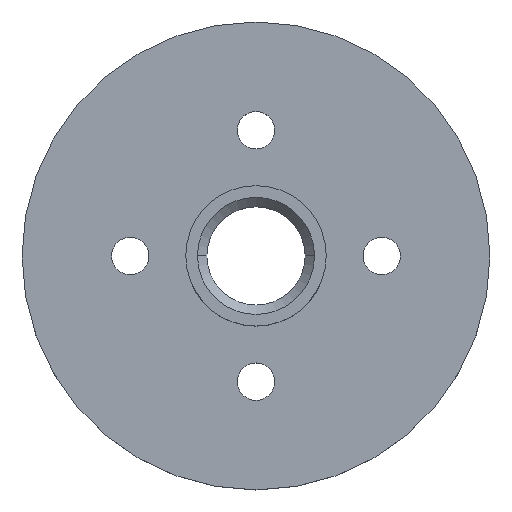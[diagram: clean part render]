
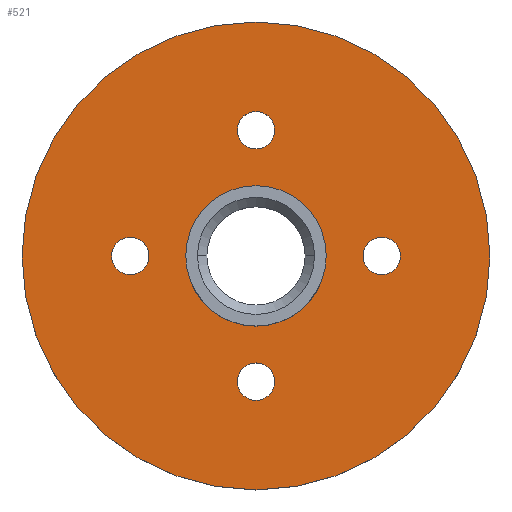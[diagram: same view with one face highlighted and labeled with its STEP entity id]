
A CAD part, top view. The second image highlights one B-rep face of the part: STEP entity #521.
In plain terms, the highlighted planar face has unit normal (0, 0, 1).
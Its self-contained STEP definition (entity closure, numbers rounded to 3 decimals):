
#1 = CIRCLE ( 'NONE', #618, 4. ) ;
#13 = CIRCLE ( 'NONE', #668, 15. ) ;
#15 = CIRCLE ( 'NONE', #689, 4. ) ;
#17 = CIRCLE ( 'NONE', #671, 4. ) ;
#18 = CIRCLE ( 'NONE', #672, 4. ) ;
#19 = CIRCLE ( 'NONE', #688, 50. ) ;
#20 = CIRCLE ( 'NONE', #675, 4. ) ;
#21 = CIRCLE ( 'NONE', #674, 50. ) ;
#22 = CIRCLE ( 'NONE', #685, 15. ) ;
#25 = CIRCLE ( 'NONE', #673, 4. ) ;
#41 = CARTESIAN_POINT ( 'NONE',  ( 0., 0., 10. ) ) ;
#42 = DIRECTION ( 'NONE',  ( 1., 0., 0. ) ) ;
#43 = PLANE ( 'NONE',  #639 ) ;
#46 = CARTESIAN_POINT ( 'NONE',  ( 4., -26.87, 10. ) ) ;
#57 = DIRECTION ( 'NONE',  ( 0., 0., 1. ) ) ;
#58 = CARTESIAN_POINT ( 'NONE',  ( 50., 0., 10. ) ) ;
#76 = DIRECTION ( 'NONE',  ( 0., 0., 1. ) ) ;
#78 = DIRECTION ( 'NONE',  ( 1., 0., 0. ) ) ;
#80 = CARTESIAN_POINT ( 'NONE',  ( 4., 26.87, 10. ) ) ;
#82 = CARTESIAN_POINT ( 'NONE',  ( 22.87, 0., 10. ) ) ;
#91 = CARTESIAN_POINT ( 'NONE',  ( -15., 0., 10. ) ) ;
#98 = CARTESIAN_POINT ( 'NONE',  ( -4., 26.87, 10. ) ) ;
#103 = CARTESIAN_POINT ( 'NONE',  ( -30.87, 0., 10. ) ) ;
#108 = CARTESIAN_POINT ( 'NONE',  ( -26.87, 0., 10. ) ) ;
#110 = DIRECTION ( 'NONE',  ( 0., 0., 1. ) ) ;
#111 = CARTESIAN_POINT ( 'NONE',  ( 30.87, 0., 10. ) ) ;
#113 = DIRECTION ( 'NONE',  ( 1., 0., 0. ) ) ;
#117 = CARTESIAN_POINT ( 'NONE',  ( 15., 0., 10. ) ) ;
#119 = CARTESIAN_POINT ( 'NONE',  ( -4., -26.87, 10. ) ) ;
#123 = CARTESIAN_POINT ( 'NONE',  ( -22.87, 0., 10. ) ) ;
#125 = CARTESIAN_POINT ( 'NONE',  ( -50., 0., 10. ) ) ;
#128 = CARTESIAN_POINT ( 'NONE',  ( 0., 26.87, 10. ) ) ;
#178 = CARTESIAN_POINT ( 'NONE',  ( 0., -26.87, 10. ) ) ;
#183 = DIRECTION ( 'NONE',  ( 1., 0., 0. ) ) ;
#190 = DIRECTION ( 'NONE',  ( 0., 0., 1. ) ) ;
#244 = EDGE_LOOP ( 'NONE', ( #271, #272 ) ) ;
#268 = ORIENTED_EDGE ( 'NONE', *, *, #301, .F. ) ;
#269 = ORIENTED_EDGE ( 'NONE', *, *, #313, .F. ) ;
#270 = ORIENTED_EDGE ( 'NONE', *, *, #305, .F. ) ;
#271 = ORIENTED_EDGE ( 'NONE', *, *, #306, .F. ) ;
#272 = ORIENTED_EDGE ( 'NONE', *, *, #300, .F. ) ;
#290 = EDGE_CURVE ( 'NONE', #402, #411, #1, .T. ) ;
#300 = EDGE_CURVE ( 'NONE', #421, #416, #13, .T. ) ;
#301 = EDGE_CURVE ( 'NONE', #403, #429, #15, .T. ) ;
#302 = EDGE_CURVE ( 'NONE', #424, #419, #18, .T. ) ;
#303 = EDGE_CURVE ( 'NONE', #411, #402, #17, .T. ) ;
#304 = EDGE_CURVE ( 'NONE', #404, #409, #19, .T. ) ;
#305 = EDGE_CURVE ( 'NONE', #458, #422, #20, .T. ) ;
#306 = EDGE_CURVE ( 'NONE', #416, #421, #22, .T. ) ;
#307 = EDGE_CURVE ( 'NONE', #409, #404, #21, .T. ) ;
#313 = EDGE_CURVE ( 'NONE', #422, #458, #25, .T. ) ;
#326 = EDGE_CURVE ( 'NONE', #419, #424, #574, .T. ) ;
#332 = EDGE_CURVE ( 'NONE', #429, #403, #582, .T. ) ;
#340 = DIRECTION ( 'NONE',  ( 0., 0., 1. ) ) ;
#341 = CARTESIAN_POINT ( 'NONE',  ( 26.87, 0., 10. ) ) ;
#342 = DIRECTION ( 'NONE',  ( 0., 0., 1. ) ) ;
#345 = DIRECTION ( 'NONE',  ( 1., 0., 0. ) ) ;
#346 = DIRECTION ( 'NONE',  ( 0., 0., 1. ) ) ;
#347 = DIRECTION ( 'NONE',  ( 1., 0., 0. ) ) ;
#348 = DIRECTION ( 'NONE',  ( 0., 0., 1. ) ) ;
#351 = CARTESIAN_POINT ( 'NONE',  ( 0., -26.87, 10. ) ) ;
#352 = DIRECTION ( 'NONE',  ( 1., 0., 0. ) ) ;
#354 = DIRECTION ( 'NONE',  ( 0., 0., 1. ) ) ;
#357 = CARTESIAN_POINT ( 'NONE',  ( 0., 0., 10. ) ) ;
#361 = DIRECTION ( 'NONE',  ( 0., 0., 1. ) ) ;
#363 = DIRECTION ( 'NONE',  ( 0., 0., 1. ) ) ;
#364 = DIRECTION ( 'NONE',  ( 1., 0., 0. ) ) ;
#369 = DIRECTION ( 'NONE',  ( 1., 0., 0. ) ) ;
#373 = CARTESIAN_POINT ( 'NONE',  ( -26.87, 0., 10. ) ) ;
#374 = CARTESIAN_POINT ( 'NONE',  ( 0., 0., 10. ) ) ;
#375 = CARTESIAN_POINT ( 'NONE',  ( 0., 0., 10. ) ) ;
#376 = DIRECTION ( 'NONE',  ( 1., 0., 0. ) ) ;
#377 = CARTESIAN_POINT ( 'NONE',  ( 0., 0., 10. ) ) ;
#378 = DIRECTION ( 'NONE',  ( 0., 0., 1. ) ) ;
#379 = CARTESIAN_POINT ( 'NONE',  ( 26.87, 0., 10. ) ) ;
#385 = DIRECTION ( 'NONE',  ( 1., 0., 0. ) ) ;
#389 = CARTESIAN_POINT ( 'NONE',  ( 0., 26.87, 10. ) ) ;
#390 = DIRECTION ( 'NONE',  ( 0., 0., 1. ) ) ;
#395 = DIRECTION ( 'NONE',  ( 1., 0., 0. ) ) ;
#397 = DIRECTION ( 'NONE',  ( 1., 0., 0. ) ) ;
#402 = VERTEX_POINT ( 'NONE', #82 ) ;
#403 = VERTEX_POINT ( 'NONE', #80 ) ;
#404 = VERTEX_POINT ( 'NONE', #125 ) ;
#409 = VERTEX_POINT ( 'NONE', #58 ) ;
#411 = VERTEX_POINT ( 'NONE', #111 ) ;
#416 = VERTEX_POINT ( 'NONE', #91 ) ;
#419 = VERTEX_POINT ( 'NONE', #103 ) ;
#421 = VERTEX_POINT ( 'NONE', #117 ) ;
#422 = VERTEX_POINT ( 'NONE', #119 ) ;
#424 = VERTEX_POINT ( 'NONE', #123 ) ;
#429 = VERTEX_POINT ( 'NONE', #98 ) ;
#446 = ORIENTED_EDGE ( 'NONE', *, *, #326, .F. ) ;
#447 = ORIENTED_EDGE ( 'NONE', *, *, #302, .F. ) ;
#448 = ORIENTED_EDGE ( 'NONE', *, *, #290, .F. ) ;
#449 = ORIENTED_EDGE ( 'NONE', *, *, #303, .F. ) ;
#450 = ORIENTED_EDGE ( 'NONE', *, *, #304, .T. ) ;
#451 = ORIENTED_EDGE ( 'NONE', *, *, #307, .T. ) ;
#452 = ORIENTED_EDGE ( 'NONE', *, *, #332, .F. ) ;
#458 = VERTEX_POINT ( 'NONE', #46 ) ;
#460 = EDGE_LOOP ( 'NONE', ( #446, #447 ) ) ;
#465 = EDGE_LOOP ( 'NONE', ( #452, #268 ) ) ;
#476 = EDGE_LOOP ( 'NONE', ( #269, #270 ) ) ;
#477 = EDGE_LOOP ( 'NONE', ( #448, #449 ) ) ;
#478 = EDGE_LOOP ( 'NONE', ( #450, #451 ) ) ;
#521 = ADVANCED_FACE ( 'NONE', ( #695, #692, #690, #691, #696, #594 ), #43, .T. ) ;
#574 = CIRCLE ( 'NONE', #659, 4. ) ;
#582 = CIRCLE ( 'NONE', #661, 4. ) ;
#594 = FACE_BOUND ( 'NONE', #244, .T. ) ;
#618 = AXIS2_PLACEMENT_3D ( 'NONE', #379, #354, #397 ) ;
#639 = AXIS2_PLACEMENT_3D ( 'NONE', #41, #57, #42 ) ;
#659 = AXIS2_PLACEMENT_3D ( 'NONE', #108, #110, #113 ) ;
#661 = AXIS2_PLACEMENT_3D ( 'NONE', #128, #76, #78 ) ;
#668 = AXIS2_PLACEMENT_3D ( 'NONE', #375, #342, #385 ) ;
#671 = AXIS2_PLACEMENT_3D ( 'NONE', #341, #378, #352 ) ;
#672 = AXIS2_PLACEMENT_3D ( 'NONE', #373, #390, #376 ) ;
#673 = AXIS2_PLACEMENT_3D ( 'NONE', #178, #190, #183 ) ;
#674 = AXIS2_PLACEMENT_3D ( 'NONE', #377, #361, #395 ) ;
#675 = AXIS2_PLACEMENT_3D ( 'NONE', #351, #346, #369 ) ;
#685 = AXIS2_PLACEMENT_3D ( 'NONE', #374, #363, #364 ) ;
#688 = AXIS2_PLACEMENT_3D ( 'NONE', #357, #348, #347 ) ;
#689 = AXIS2_PLACEMENT_3D ( 'NONE', #389, #340, #345 ) ;
#690 = FACE_OUTER_BOUND ( 'NONE', #478, .T. ) ;
#691 = FACE_BOUND ( 'NONE', #465, .T. ) ;
#692 = FACE_BOUND ( 'NONE', #477, .T. ) ;
#695 = FACE_BOUND ( 'NONE', #460, .T. ) ;
#696 = FACE_BOUND ( 'NONE', #476, .T. ) ;
